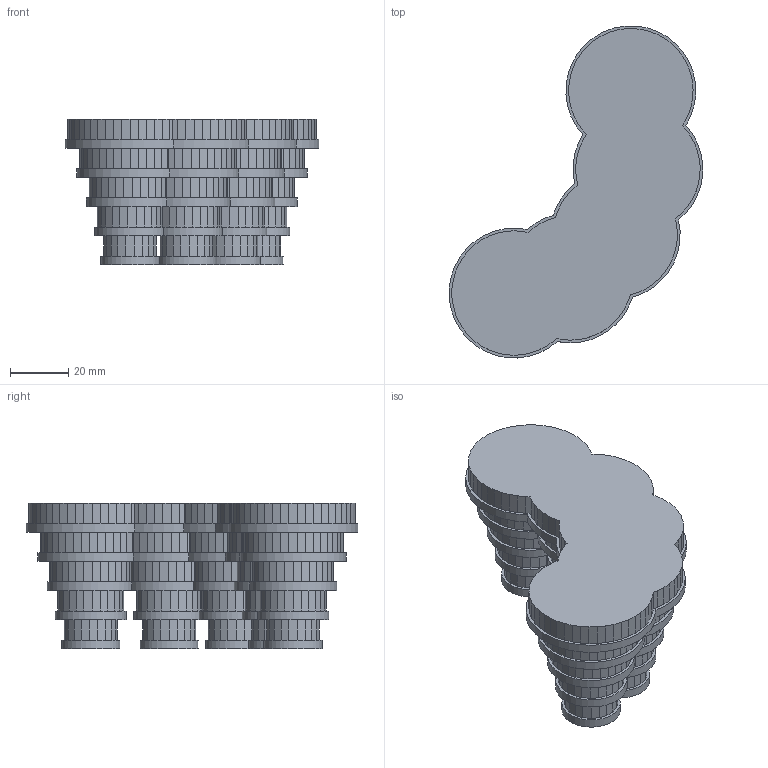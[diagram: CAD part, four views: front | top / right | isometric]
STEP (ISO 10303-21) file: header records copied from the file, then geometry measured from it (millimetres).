
FILE_DESCRIPTION(('Open CASCADE Model'),'2;1');
FILE_NAME('Open CASCADE Shape Model','2024-06-01T00:45:59',('Author'),( 'Open CASCADE'),'Open CASCADE STEP processor 7.7','Open CASCADE 7.7' ,'Unknown');
FILE_SCHEMA(('AUTOMOTIVE_DESIGN { 1 0 10303 214 1 1 1 1 }'));
Length unit declared in the file: millimetre
Products named in the file (1): Open CASCADE STEP translator 7.7 30
Bounding box: 86.8 x 113.69 x 50 mm (x, y, z)
Volume: 154940 mm3; surface area: 28968.7 mm2
Topology: 1 solids, 1 shells, 633 faces, 1835 edges, 1222 vertices
Faces by surface type: plane 595, cylinder 38
Full cylindrical faces by diameter (mm): 20 x3, 24.428 x1
Entity records: 44291 total; most frequent: CARTESIAN_POINT 7605, DIRECTION 6710, LINE 5235, VECTOR 5235, ORIENTED_EDGE 3672, PCURVE 3670, DEFINITIONAL_REPRESENTATION 3670, EDGE_CURVE 1835
